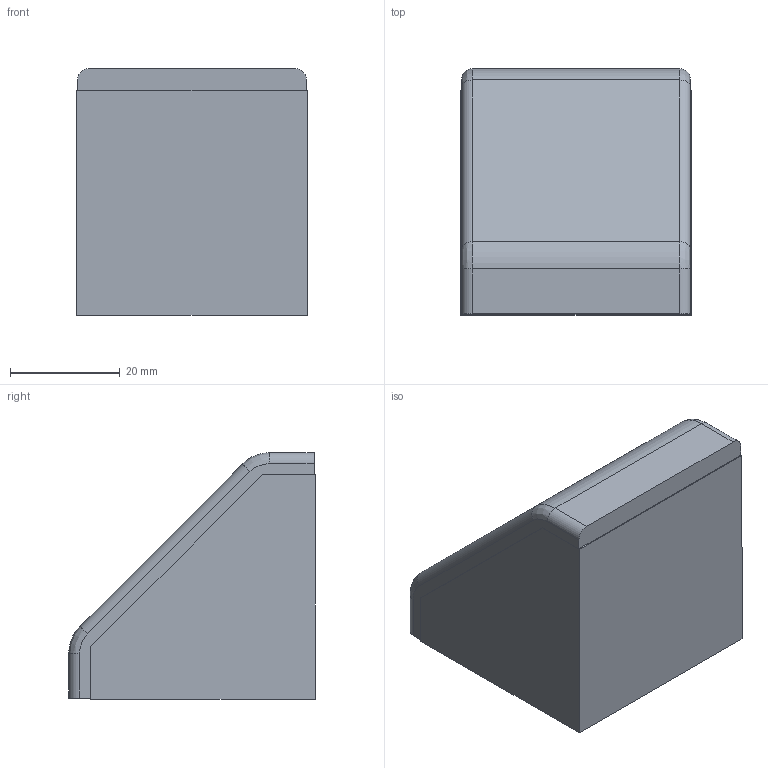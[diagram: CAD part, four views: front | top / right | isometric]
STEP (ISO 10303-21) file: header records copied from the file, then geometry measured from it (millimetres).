
FILE_DESCRIPTION (( 'STEP AP214' ), '1' );
FILE_NAME ('-62611005', '2019-02-04T09:37:55', ( '' ), ('JUGARD+KÜNSTNER GmbH'), 'SwSTEP 2.0', 'SolidWorks 2017', '' );
FILE_SCHEMA (( 'AUTOMOTIVE_DESIGN' ));
Length unit declared in the file: millimetre
Products named in the file (1): -62611005_CNAJF00
Bounding box: 42 x 45 x 45 mm (x, y, z)
Volume: 60854 mm3; surface area: 9485.1 mm2
Topology: 1 solids, 1 shells, 27 faces, 67 edges, 42 vertices
Faces by surface type: plane 15, cylinder 8, bspline 4
Entity records: 941 total; most frequent: CARTESIAN_POINT 233, ORIENTED_EDGE 134, DIRECTION 127, EDGE_CURVE 67, LINE 47, VECTOR 47, VERTEX_POINT 42, AXIS2_PLACEMENT_3D 40
